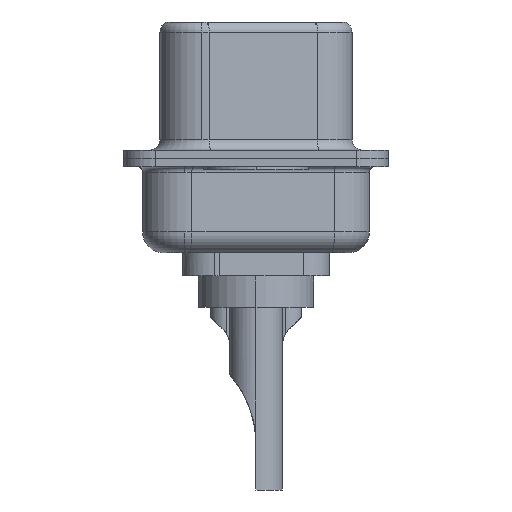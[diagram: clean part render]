
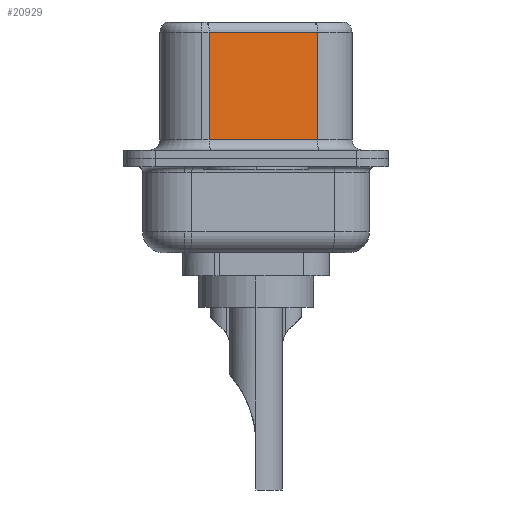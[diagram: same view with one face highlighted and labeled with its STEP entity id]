
A CAD part, left-side view. The second image highlights one B-rep face of the part: STEP entity #20929.
In plain terms, the highlighted planar face has unit normal (-0.985, -0.174, 0).
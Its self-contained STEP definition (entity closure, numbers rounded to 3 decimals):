
#1479 = VERTEX_POINT ( 'NONE', #17945 ) ;
#2040 = DIRECTION ( 'NONE',  ( 0., 0., -1. ) ) ;
#2907 = CARTESIAN_POINT ( 'NONE',  ( 4.58, -2.927, 6.52 ) ) ;
#3458 = CARTESIAN_POINT ( 'NONE',  ( 4.58, -2.927, 0.9 ) ) ;
#5005 = EDGE_CURVE ( 'NONE', #8706, #8031, #19032, .T. ) ;
#5911 = EDGE_LOOP ( 'NONE', ( #17853, #17112, #13986, #19636 ) ) ;
#6212 = CARTESIAN_POINT ( 'NONE',  ( 4.58, -2.927, 6.02 ) ) ;
#6453 = DIRECTION ( 'NONE',  ( 0.985, 0.174, 0. ) ) ;
#8008 = EDGE_CURVE ( 'NONE', #8031, #1479, #10002, .T. ) ;
#8031 = VERTEX_POINT ( 'NONE', #12112 ) ;
#8184 = CARTESIAN_POINT ( 'NONE',  ( 4.58, -2.927, 6.02 ) ) ;
#8706 = VERTEX_POINT ( 'NONE', #6212 ) ;
#9606 = LINE ( 'NONE', #20378, #15016 ) ;
#9707 = PLANE ( 'NONE',  #18215 ) ;
#10002 = LINE ( 'NONE', #14020, #18194 ) ;
#12112 = CARTESIAN_POINT ( 'NONE',  ( 3.67, 2.233, 6.02 ) ) ;
#12546 = EDGE_CURVE ( 'NONE', #8706, #21133, #9606, .T. ) ;
#13055 = DIRECTION ( 'NONE',  ( -0.174, 0.985, 0. ) ) ;
#13986 = ORIENTED_EDGE ( 'NONE', *, *, #8008, .T. ) ;
#14020 = CARTESIAN_POINT ( 'NONE',  ( 3.67, 2.233, 6.52 ) ) ;
#14715 = VECTOR ( 'NONE', #15789, 1000. ) ;
#14748 = VECTOR ( 'NONE', #13055, 1000. ) ;
#15016 = VECTOR ( 'NONE', #2040, 1000. ) ;
#15789 = DIRECTION ( 'NONE',  ( 0.174, -0.985, 0. ) ) ;
#16428 = DIRECTION ( 'NONE',  ( 0., 0., -1. ) ) ;
#17112 = ORIENTED_EDGE ( 'NONE', *, *, #5005, .T. ) ;
#17520 = CARTESIAN_POINT ( 'NONE',  ( 4.58, -2.927, 0.9 ) ) ;
#17522 = FACE_OUTER_BOUND ( 'NONE', #5911, .T. ) ;
#17853 = ORIENTED_EDGE ( 'NONE', *, *, #12546, .F. ) ;
#17942 = DIRECTION ( 'NONE',  ( -0.174, 0.985, 0. ) ) ;
#17945 = CARTESIAN_POINT ( 'NONE',  ( 3.67, 2.233, 0.9 ) ) ;
#18194 = VECTOR ( 'NONE', #16428, 1000. ) ;
#18215 = AXIS2_PLACEMENT_3D ( 'NONE', #2907, #6453, #17942 ) ;
#19032 = LINE ( 'NONE', #8184, #14748 ) ;
#19636 = ORIENTED_EDGE ( 'NONE', *, *, #21286, .T. ) ;
#20053 = LINE ( 'NONE', #17520, #14715 ) ;
#20378 = CARTESIAN_POINT ( 'NONE',  ( 4.58, -2.927, 6.52 ) ) ;
#20929 = ADVANCED_FACE ( 'NONE', ( #17522 ), #9707, .F. ) ;
#21133 = VERTEX_POINT ( 'NONE', #3458 ) ;
#21286 = EDGE_CURVE ( 'NONE', #1479, #21133, #20053, .T. ) ;
